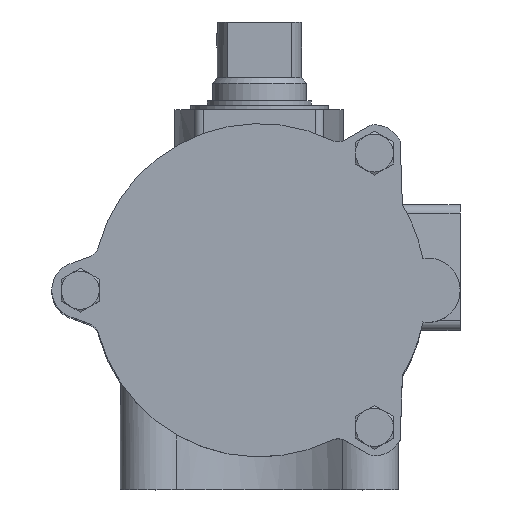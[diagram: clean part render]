
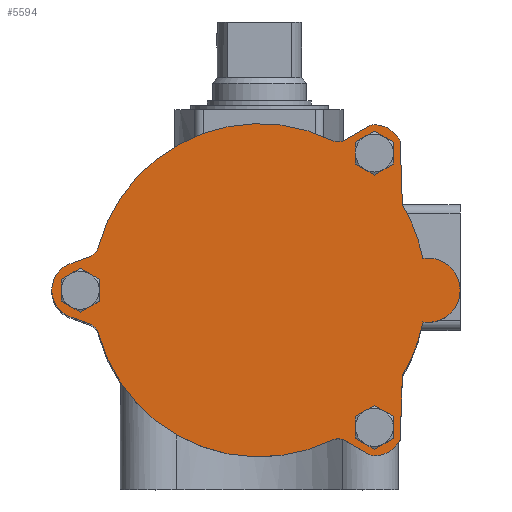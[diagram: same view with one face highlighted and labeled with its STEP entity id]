
A CAD part, top view. The second image highlights one B-rep face of the part: STEP entity #5594.
In plain terms, the highlighted face is planar.
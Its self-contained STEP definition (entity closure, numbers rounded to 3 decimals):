
#144=PLANE('',#6110);
#553=LINE('',#9304,#917);
#554=LINE('',#9308,#918);
#555=LINE('',#9316,#919);
#556=LINE('',#9324,#920);
#557=LINE('',#9332,#921);
#558=LINE('',#9340,#922);
#917=VECTOR('',#7144,1000.);
#918=VECTOR('',#7147,1000.);
#919=VECTOR('',#7154,1000.);
#920=VECTOR('',#7161,1000.);
#921=VECTOR('',#7168,1000.);
#922=VECTOR('',#7175,1000.);
#1546=ORIENTED_EDGE('',*,*,#3086,.T.);
#1547=ORIENTED_EDGE('',*,*,#3087,.F.);
#1548=ORIENTED_EDGE('',*,*,#3088,.T.);
#1549=ORIENTED_EDGE('',*,*,#3089,.F.);
#1550=ORIENTED_EDGE('',*,*,#3090,.F.);
#1551=ORIENTED_EDGE('',*,*,#3091,.F.);
#1552=ORIENTED_EDGE('',*,*,#3092,.T.);
#1553=ORIENTED_EDGE('',*,*,#3093,.F.);
#1554=ORIENTED_EDGE('',*,*,#3094,.T.);
#1555=ORIENTED_EDGE('',*,*,#3095,.F.);
#1556=ORIENTED_EDGE('',*,*,#3096,.F.);
#1557=ORIENTED_EDGE('',*,*,#3097,.F.);
#1558=ORIENTED_EDGE('',*,*,#3098,.F.);
#1559=ORIENTED_EDGE('',*,*,#3099,.F.);
#1560=ORIENTED_EDGE('',*,*,#3100,.F.);
#1561=ORIENTED_EDGE('',*,*,#3101,.F.);
#1562=ORIENTED_EDGE('',*,*,#3102,.F.);
#1563=ORIENTED_EDGE('',*,*,#3103,.F.);
#1564=ORIENTED_EDGE('',*,*,#3104,.F.);
#1565=ORIENTED_EDGE('',*,*,#3105,.F.);
#1566=ORIENTED_EDGE('',*,*,#3106,.F.);
#1567=ORIENTED_EDGE('',*,*,#3107,.F.);
#1568=ORIENTED_EDGE('',*,*,#3108,.F.);
#1569=ORIENTED_EDGE('',*,*,#3109,.F.);
#1570=ORIENTED_EDGE('',*,*,#3110,.F.);
#3086=EDGE_CURVE('',#3834,#3835,#4257,.T.);
#3087=EDGE_CURVE('',#3836,#3835,#4258,.T.);
#3088=EDGE_CURVE('',#3836,#3837,#4259,.T.);
#3089=EDGE_CURVE('',#3838,#3837,#553,.T.);
#3090=EDGE_CURVE('',#3839,#3838,#4260,.T.);
#3091=EDGE_CURVE('',#3840,#3839,#554,.T.);
#3092=EDGE_CURVE('',#3840,#3841,#4261,.T.);
#3093=EDGE_CURVE('',#3842,#3841,#4262,.T.);
#3094=EDGE_CURVE('',#3842,#3843,#4263,.T.);
#3095=EDGE_CURVE('',#3844,#3843,#555,.T.);
#3096=EDGE_CURVE('',#3845,#3844,#4264,.T.);
#3097=EDGE_CURVE('',#3846,#3845,#4265,.T.);
#3098=EDGE_CURVE('',#3847,#3846,#4266,.T.);
#3099=EDGE_CURVE('',#3848,#3847,#556,.T.);
#3100=EDGE_CURVE('',#3849,#3848,#4267,.T.);
#3101=EDGE_CURVE('',#3850,#3849,#4268,.T.);
#3102=EDGE_CURVE('',#3851,#3850,#4269,.T.);
#3103=EDGE_CURVE('',#3852,#3851,#557,.T.);
#3104=EDGE_CURVE('',#3853,#3852,#4270,.T.);
#3105=EDGE_CURVE('',#3854,#3853,#4271,.T.);
#3106=EDGE_CURVE('',#3855,#3854,#4272,.T.);
#3107=EDGE_CURVE('',#3834,#3855,#558,.T.);
#3108=EDGE_CURVE('',#3856,#3856,#4273,.F.);
#3109=EDGE_CURVE('',#3857,#3857,#4274,.F.);
#3110=EDGE_CURVE('',#3858,#3858,#4275,.F.);
#3834=VERTEX_POINT('',#9298);
#3835=VERTEX_POINT('',#9299);
#3836=VERTEX_POINT('',#9301);
#3837=VERTEX_POINT('',#9303);
#3838=VERTEX_POINT('',#9305);
#3839=VERTEX_POINT('',#9307);
#3840=VERTEX_POINT('',#9309);
#3841=VERTEX_POINT('',#9311);
#3842=VERTEX_POINT('',#9313);
#3843=VERTEX_POINT('',#9315);
#3844=VERTEX_POINT('',#9317);
#3845=VERTEX_POINT('',#9319);
#3846=VERTEX_POINT('',#9321);
#3847=VERTEX_POINT('',#9323);
#3848=VERTEX_POINT('',#9325);
#3849=VERTEX_POINT('',#9327);
#3850=VERTEX_POINT('',#9329);
#3851=VERTEX_POINT('',#9331);
#3852=VERTEX_POINT('',#9333);
#3853=VERTEX_POINT('',#9335);
#3854=VERTEX_POINT('',#9337);
#3855=VERTEX_POINT('',#9339);
#3856=VERTEX_POINT('',#9342);
#3857=VERTEX_POINT('',#9344);
#3858=VERTEX_POINT('',#9346);
#4257=CIRCLE('',#6111,5.);
#4258=CIRCLE('',#6112,57.);
#4259=CIRCLE('',#6113,5.);
#4260=CIRCLE('',#6114,9.7);
#4261=CIRCLE('',#6115,5.);
#4262=CIRCLE('',#6116,57.);
#4263=CIRCLE('',#6117,5.);
#4264=CIRCLE('',#6118,4.);
#4265=CIRCLE('',#6119,9.7);
#4266=CIRCLE('',#6120,4.);
#4267=CIRCLE('',#6121,57.);
#4268=CIRCLE('',#6122,11.);
#4269=CIRCLE('',#6123,57.);
#4270=CIRCLE('',#6124,4.);
#4271=CIRCLE('',#6125,9.7);
#4272=CIRCLE('',#6126,4.);
#4273=CIRCLE('',#6127,6.5);
#4274=CIRCLE('',#6128,6.5);
#4275=CIRCLE('',#6129,6.5);
#4543=EDGE_LOOP('',(#1546,#1547,#1548,#1549,#1550,#1551,#1552,#1553,#1554,
#1555,#1556,#1557,#1558,#1559,#1560,#1561,#1562,#1563,#1564,#1565,#1566,
#1567));
#4544=EDGE_LOOP('',(#1568));
#4545=EDGE_LOOP('',(#1569));
#4546=EDGE_LOOP('',(#1570));
#5011=FACE_BOUND('',#4543,.T.);
#5012=FACE_BOUND('',#4544,.T.);
#5013=FACE_BOUND('',#4545,.T.);
#5014=FACE_BOUND('',#4546,.T.);
#5594=ADVANCED_FACE('',(#5011,#5012,#5013,#5014),#144,.F.);
#6110=AXIS2_PLACEMENT_3D('',#9296,#7136,#7137);
#6111=AXIS2_PLACEMENT_3D('',#9297,#7138,#7139);
#6112=AXIS2_PLACEMENT_3D('',#9300,#7140,#7141);
#6113=AXIS2_PLACEMENT_3D('',#9302,#7142,#7143);
#6114=AXIS2_PLACEMENT_3D('',#9306,#7145,#7146);
#6115=AXIS2_PLACEMENT_3D('',#9310,#7148,#7149);
#6116=AXIS2_PLACEMENT_3D('',#9312,#7150,#7151);
#6117=AXIS2_PLACEMENT_3D('',#9314,#7152,#7153);
#6118=AXIS2_PLACEMENT_3D('',#9318,#7155,#7156);
#6119=AXIS2_PLACEMENT_3D('',#9320,#7157,#7158);
#6120=AXIS2_PLACEMENT_3D('',#9322,#7159,#7160);
#6121=AXIS2_PLACEMENT_3D('',#9326,#7162,#7163);
#6122=AXIS2_PLACEMENT_3D('',#9328,#7164,#7165);
#6123=AXIS2_PLACEMENT_3D('',#9330,#7166,#7167);
#6124=AXIS2_PLACEMENT_3D('',#9334,#7169,#7170);
#6125=AXIS2_PLACEMENT_3D('',#9336,#7171,#7172);
#6126=AXIS2_PLACEMENT_3D('',#9338,#7173,#7174);
#6127=AXIS2_PLACEMENT_3D('',#9341,#7176,#7177);
#6128=AXIS2_PLACEMENT_3D('',#9343,#7178,#7179);
#6129=AXIS2_PLACEMENT_3D('',#9345,#7180,#7181);
#7136=DIRECTION('',(1.,0.,0.));
#7137=DIRECTION('',(0.,0.,-1.));
#7138=DIRECTION('',(1.,0.,0.));
#7139=DIRECTION('',(0.,0.,-1.));
#7140=DIRECTION('',(1.,0.,0.));
#7141=DIRECTION('',(0.,0.,-1.));
#7142=DIRECTION('',(1.,0.,0.));
#7143=DIRECTION('',(0.,0.,-1.));
#7144=DIRECTION('',(0.,0.342,0.94));
#7145=DIRECTION('',(1.,0.,0.));
#7146=DIRECTION('',(0.,0.,-1.));
#7147=DIRECTION('',(0.,0.342,-0.94));
#7148=DIRECTION('',(1.,0.,0.));
#7149=DIRECTION('',(0.,0.,-1.));
#7150=DIRECTION('',(1.,0.,0.));
#7151=DIRECTION('',(0.,0.,-1.));
#7152=DIRECTION('',(1.,0.,0.));
#7153=DIRECTION('',(0.,0.,-1.));
#7154=DIRECTION('',(0.,0.502,-0.865));
#7155=DIRECTION('',(1.,0.,0.));
#7156=DIRECTION('',(0.,0.,-1.));
#7157=DIRECTION('',(1.,0.,0.));
#7158=DIRECTION('',(0.,0.,-1.));
#7159=DIRECTION('',(1.,0.,0.));
#7160=DIRECTION('',(0.,0.,-1.));
#7161=DIRECTION('',(0.,-0.999,-0.035));
#7162=DIRECTION('',(1.,0.,0.));
#7163=DIRECTION('',(0.,0.,-1.));
#7164=DIRECTION('',(1.,0.,0.));
#7165=DIRECTION('',(0.,0.,-1.));
#7166=DIRECTION('',(1.,0.,0.));
#7167=DIRECTION('',(0.,0.,-1.));
#7168=DIRECTION('',(0.,-0.999,0.035));
#7169=DIRECTION('',(1.,0.,0.));
#7170=DIRECTION('',(0.,0.,-1.));
#7171=DIRECTION('',(1.,0.,0.));
#7172=DIRECTION('',(0.,0.,-1.));
#7173=DIRECTION('',(1.,0.,0.));
#7174=DIRECTION('',(0.,0.,-1.));
#7175=DIRECTION('',(0.,0.502,0.865));
#7176=DIRECTION('',(1.,0.,0.));
#7177=DIRECTION('',(0.,0.,-1.));
#7178=DIRECTION('',(1.,0.,0.));
#7179=DIRECTION('',(0.,0.,-1.));
#7180=DIRECTION('',(1.,0.,0.));
#7181=DIRECTION('',(0.,0.,-1.));
#9296=CARTESIAN_POINT('',(-143.5,0.,0.));
#9297=CARTESIAN_POINT('',(-143.5,55.829,26.966));
#9298=CARTESIAN_POINT('',(-143.5,51.503,29.473));
#9299=CARTESIAN_POINT('',(-143.5,51.326,24.791));
#9300=CARTESIAN_POINT('',(-143.5,0.,0.));
#9301=CARTESIAN_POINT('',(-143.5,14.863,-55.028));
#9302=CARTESIAN_POINT('',(-143.5,16.167,-59.855));
#9303=CARTESIAN_POINT('',(-143.5,11.468,-58.145));
#9304=CARTESIAN_POINT('',(-143.5,9.186,-64.415));
#9305=CARTESIAN_POINT('',(-143.5,9.186,-64.415));
#9306=CARTESIAN_POINT('',(-143.5,0.,-61.3));
#9307=CARTESIAN_POINT('',(-143.5,-9.186,-64.415));
#9308=CARTESIAN_POINT('',(-143.5,-11.468,-58.145));
#9309=CARTESIAN_POINT('',(-143.5,-11.468,-58.145));
#9310=CARTESIAN_POINT('',(-143.5,-16.167,-59.855));
#9311=CARTESIAN_POINT('',(-143.5,-14.863,-55.028));
#9312=CARTESIAN_POINT('',(-143.5,0.,0.));
#9313=CARTESIAN_POINT('',(-143.5,-51.326,24.791));
#9314=CARTESIAN_POINT('',(-143.5,-55.829,26.966));
#9315=CARTESIAN_POINT('',(-143.5,-51.503,29.473));
#9316=CARTESIAN_POINT('',(-143.5,-56.081,37.37));
#9317=CARTESIAN_POINT('',(-143.5,-56.081,37.37));
#9318=CARTESIAN_POINT('',(-143.5,-52.62,39.376));
#9319=CARTESIAN_POINT('',(-143.5,-56.62,39.38));
#9320=CARTESIAN_POINT('',(-143.5,-46.92,39.37));
#9321=CARTESIAN_POINT('',(-143.5,-52.021,47.62));
#9322=CARTESIAN_POINT('',(-143.5,-49.918,44.218));
#9323=CARTESIAN_POINT('',(-143.5,-50.057,48.216));
#9324=CARTESIAN_POINT('',(-143.5,-29.215,48.943));
#9325=CARTESIAN_POINT('',(-143.5,-29.215,48.943));
#9326=CARTESIAN_POINT('',(-143.5,0.,0.));
#9327=CARTESIAN_POINT('',(-143.5,-10.861,55.956));
#9328=CARTESIAN_POINT('',(-143.5,0.,57.7));
#9329=CARTESIAN_POINT('',(-143.5,10.861,55.956));
#9330=CARTESIAN_POINT('',(-143.5,0.,0.));
#9331=CARTESIAN_POINT('',(-143.5,29.215,48.943));
#9332=CARTESIAN_POINT('',(-143.5,50.057,48.216));
#9333=CARTESIAN_POINT('',(-143.5,50.057,48.216));
#9334=CARTESIAN_POINT('',(-143.5,49.918,44.218));
#9335=CARTESIAN_POINT('',(-143.5,52.021,47.62));
#9336=CARTESIAN_POINT('',(-143.5,46.92,39.37));
#9337=CARTESIAN_POINT('',(-143.5,56.62,39.38));
#9338=CARTESIAN_POINT('',(-143.5,52.62,39.376));
#9339=CARTESIAN_POINT('',(-143.5,56.081,37.37));
#9340=CARTESIAN_POINT('',(-143.5,51.503,29.473));
#9341=CARTESIAN_POINT('',(-143.5,-46.92,39.37));
#9342=CARTESIAN_POINT('',(-143.5,-46.92,32.87));
#9343=CARTESIAN_POINT('',(-143.5,0.,-61.25));
#9344=CARTESIAN_POINT('',(-143.5,0.,-67.75));
#9345=CARTESIAN_POINT('',(-143.5,46.92,39.37));
#9346=CARTESIAN_POINT('',(-143.5,46.92,32.87));
